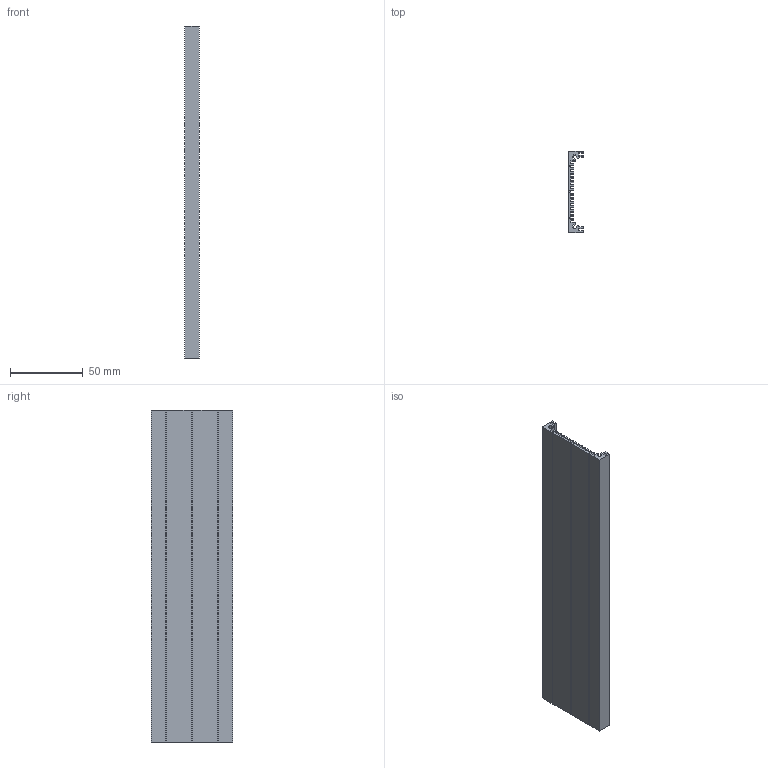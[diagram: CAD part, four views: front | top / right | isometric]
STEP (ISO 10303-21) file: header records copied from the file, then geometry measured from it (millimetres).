
FILE_DESCRIPTION (( 'STEP AP214' ), '1' );
FILE_NAME ('eli2.STEP', '2013-08-01T17:35:23', ( '' ), ( '' ), 'SwSTEP 2.0', 'SolidWorks 2012', '' );
FILE_SCHEMA (( 'AUTOMOTIVE_DESIGN' ));
Length unit declared in the file: inch
Products named in the file (1): eli2
Bounding box: 10 x 56 x 228.6 mm (x, y, z)
Volume: 41152.7 mm3; surface area: 55172.8 mm2
Topology: 1 solids, 1 shells, 116 faces, 342 edges, 228 vertices
Faces by surface type: plane 116
Entity records: 3826 total; most frequent: CARTESIAN_POINT 687, ORIENTED_EDGE 684, DIRECTION 576, EDGE_CURVE 342, LINE 342, VECTOR 342, VERTEX_POINT 228, AXIS2_PLACEMENT_3D 117
